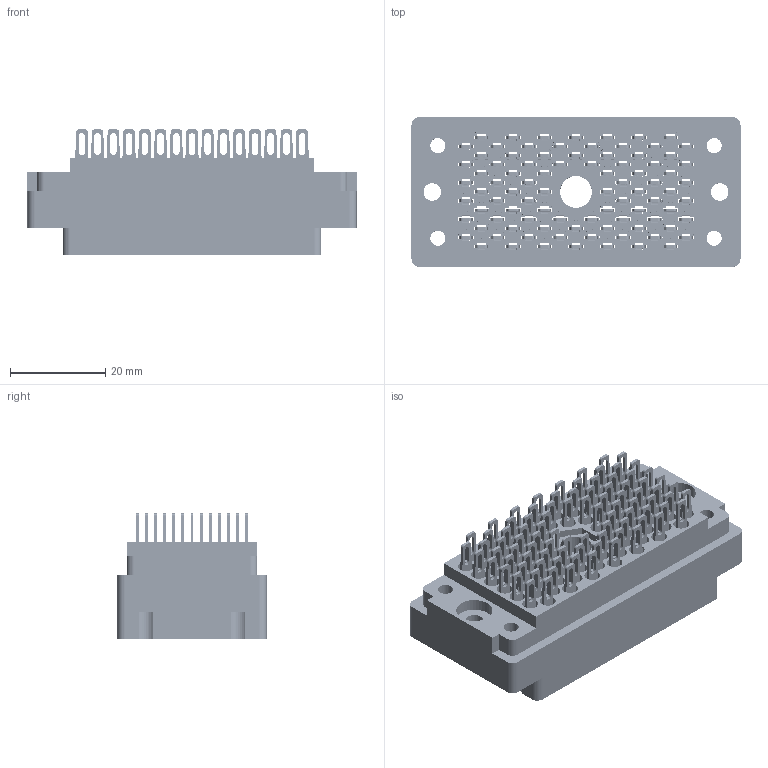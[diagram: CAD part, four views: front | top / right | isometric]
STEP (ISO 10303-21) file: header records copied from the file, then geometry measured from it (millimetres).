
FILE_DESCRIPTION (( 'STEP AP203' ), '1' );
FILE_NAME ('516-090-500-500.STEP', '2020-03-10T17:56:50', ( '' ), ( '' ), 'SwSTEP 2.0', 'SolidWorks 2016', '' );
FILE_SCHEMA (( 'CONFIG_CONTROL_DESIGN' ));
Length unit declared in the file: inch
Products named in the file (3): 516 Plug Insulator_090; 516-090-500-500; 516-292-001_500 Contact
Assembly tree (91 placements, depth 2):
  516-090-500-500
    516 Plug Insulator_090
    516-292-001_500 Contact  x90
Bounding box: 69.04 x 31.34 x 26.26 mm (x, y, z)
Volume: 20045.2 mm3; surface area: 38443.2 mm2
Topology: 91 solids, 91 shells, 8686 faces, 25292 edges, 16800 vertices
Faces by surface type: plane 5253, cylinder 2891, bspline 540, cone 2
Entity records: 68090 total; most frequent: CARTESIAN_POINT 11819, ORIENTED_EDGE 11424, DIRECTION 11034, EDGE_CURVE 5712, LINE 4342, VECTOR 4342, VERTEX_POINT 3806, AXIS2_PLACEMENT_3D 3346
